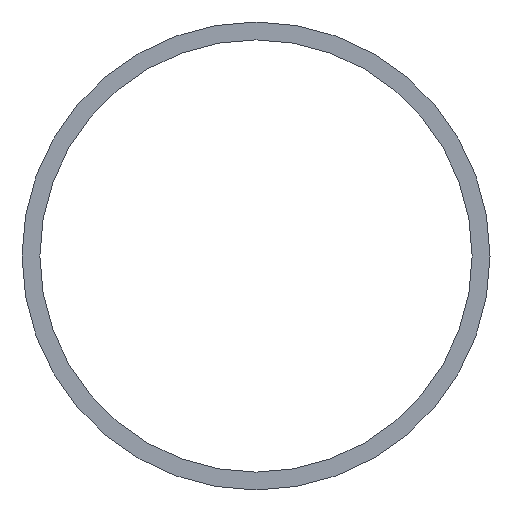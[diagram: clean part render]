
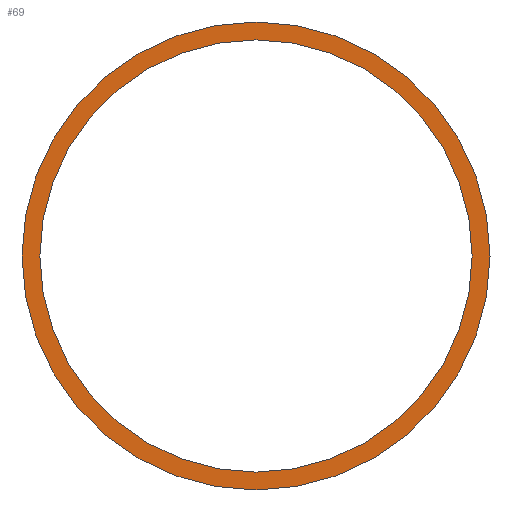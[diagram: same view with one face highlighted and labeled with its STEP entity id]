
A CAD part, left-side view. The second image highlights one B-rep face of the part: STEP entity #69.
In plain terms, the highlighted planar face has unit normal (-1, 0, 0).
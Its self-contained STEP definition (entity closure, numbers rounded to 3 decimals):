
#51 = EDGE_CURVE( '', #59, #93, #121, .T. );
#59 = VERTEX_POINT( '', #129 );
#69 = ADVANCED_FACE( '', ( #139, #140 ), #141, .F. );
#77 = VERTEX_POINT( '', #151 );
#81 = EDGE_CURVE( '', #95, #77, #155, .T. );
#93 = VERTEX_POINT( '', #171 );
#95 = VERTEX_POINT( '', #173 );
#101 = EDGE_CURVE( '', #77, #95, #179, .T. );
#103 = EDGE_CURVE( '', #93, #59, #181, .T. );
#121 = CIRCLE( '', #190, 55. );
#129 = CARTESIAN_POINT( '', ( 0., 0., 55. ) );
#139 = FACE_OUTER_BOUND( '', #215, .T. );
#140 = FACE_BOUND( '', #216, .T. );
#141 = PLANE( '', #217 );
#151 = CARTESIAN_POINT( '', ( 0., 0., -50.8 ) );
#155 = CIRCLE( '', #232, 50.8 );
#171 = CARTESIAN_POINT( '', ( 0., 0., -55. ) );
#173 = CARTESIAN_POINT( '', ( 0., 0., 50.8 ) );
#179 = CIRCLE( '', #261, 50.8 );
#181 = CIRCLE( '', #264, 55. );
#190 = AXIS2_PLACEMENT_3D( '', #266, #267, #268 );
#215 = EDGE_LOOP( '', ( #281, #282 ) );
#216 = EDGE_LOOP( '', ( #283, #284 ) );
#217 = AXIS2_PLACEMENT_3D( '', #285, #286, #287 );
#232 = AXIS2_PLACEMENT_3D( '', #304, #305, #306 );
#261 = AXIS2_PLACEMENT_3D( '', #337, #338, #339 );
#264 = AXIS2_PLACEMENT_3D( '', #340, #341, #342 );
#266 = CARTESIAN_POINT( '', ( 0., 0., 0. ) );
#267 = DIRECTION( '', ( 1., 0., 0. ) );
#268 = DIRECTION( '', ( 0., 0., -1. ) );
#281 = ORIENTED_EDGE( '', *, *, #103, .F. );
#282 = ORIENTED_EDGE( '', *, *, #51, .F. );
#283 = ORIENTED_EDGE( '', *, *, #101, .T. );
#284 = ORIENTED_EDGE( '', *, *, #81, .T. );
#285 = CARTESIAN_POINT( '', ( 0., 0., 0. ) );
#286 = DIRECTION( '', ( 1., 0., 0. ) );
#287 = DIRECTION( '', ( 0., 0., -1. ) );
#304 = CARTESIAN_POINT( '', ( 0., 0., 0. ) );
#305 = DIRECTION( '', ( 1., 0., 0. ) );
#306 = DIRECTION( '', ( 0., 0., -1. ) );
#337 = CARTESIAN_POINT( '', ( 0., 0., 0. ) );
#338 = DIRECTION( '', ( 1., 0., 0. ) );
#339 = DIRECTION( '', ( 0., 0., -1. ) );
#340 = CARTESIAN_POINT( '', ( 0., 0., 0. ) );
#341 = DIRECTION( '', ( 1., 0., 0. ) );
#342 = DIRECTION( '', ( 0., 0., -1. ) );
